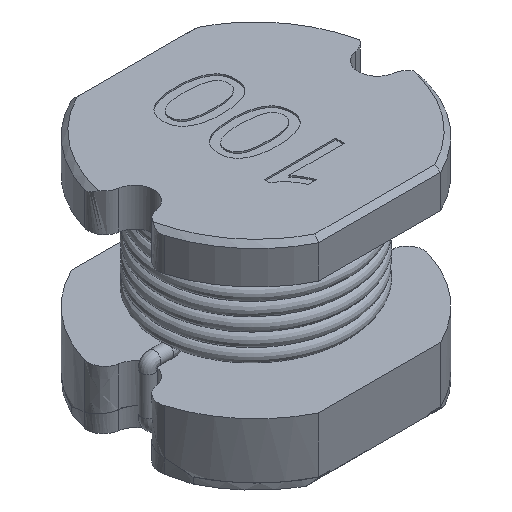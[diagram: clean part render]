
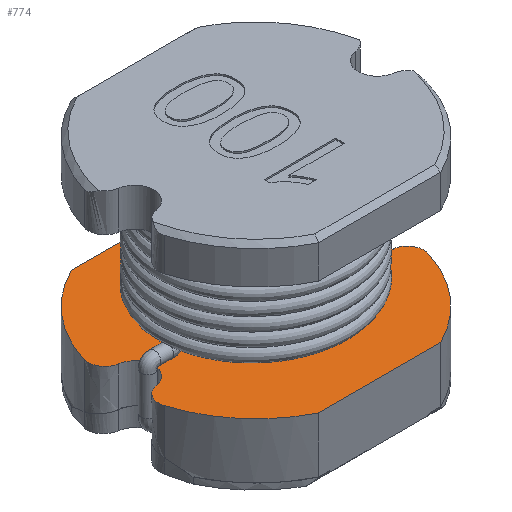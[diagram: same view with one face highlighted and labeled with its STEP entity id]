
A CAD part, isometric view. The second image highlights one B-rep face of the part: STEP entity #774.
In plain terms, the highlighted free-form (B-spline) face has degree [1, 1] with [2, 2] control points.
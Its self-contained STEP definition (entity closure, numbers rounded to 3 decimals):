
#84=CARTESIAN_POINT('',(-1.27,2.61,-3.2));
#85=VERTEX_POINT('',#84);
#91=CARTESIAN_POINT('',(1.299,2.61,-3.2));
#92=VERTEX_POINT('',#91);
#93=CARTESIAN_POINT('',(1.299,2.61,-3.2));
#94=CARTESIAN_POINT('',(-1.27,2.61,-3.2));
#95=B_SPLINE_CURVE_WITH_KNOTS('',1,(#93,#94),.POLYLINE_FORM.,.F.,.U.,(2,2),(0.,1.),.UNSPECIFIED.);
#96=EDGE_CURVE('',#92,#85,#95,.T.);
#148=CARTESIAN_POINT('',(1.299,-2.59,-3.2));
#149=VERTEX_POINT('',#148);
#155=CARTESIAN_POINT('',(-1.27,-2.59,-3.2));
#156=VERTEX_POINT('',#155);
#157=CARTESIAN_POINT('',(-1.27,-2.59,-3.2));
#158=CARTESIAN_POINT('',(1.299,-2.59,-3.2));
#159=B_SPLINE_CURVE_WITH_KNOTS('',1,(#157,#158),.POLYLINE_FORM.,.F.,.U.,(2,2),(0.,1.),.UNSPECIFIED.);
#160=EDGE_CURVE('',#156,#149,#159,.T.);
#203=CARTESIAN_POINT('',(-1.193,0.005,-3.2));
#204=VERTEX_POINT('',#203);
#205=CARTESIAN_POINT('',(-1.193,0.005,-3.2));
#206=CARTESIAN_POINT('',(-1.193,-2.073,-3.2));
#207=CARTESIAN_POINT('',(0.607,-1.034,-3.2));
#208=CARTESIAN_POINT('',(2.407,0.005,-3.2));
#209=CARTESIAN_POINT('',(0.607,1.044,-3.2));
#210=CARTESIAN_POINT('',(-1.193,2.083,-3.2));
#211=CARTESIAN_POINT('',(-1.193,0.005,-3.2));
#212=(BOUNDED_CURVE()B_SPLINE_CURVE(2,(#205,#206,#207,#208,#209,#210,#211),.CIRCULAR_ARC.,.T.,.U.)B_SPLINE_CURVE_WITH_KNOTS((3,2,2,3),(0.,0.333,0.667,1.),.UNSPECIFIED.)CURVE()GEOMETRIC_REPRESENTATION_ITEM()RATIONAL_B_SPLINE_CURVE((1.,0.5,1.,0.5,1.,0.5,1.))REPRESENTATION_ITEM(''));
#213=EDGE_CURVE('',#204,#204,#212,.T.);
#674=CARTESIAN_POINT('',(3.205,2.9,-3.2));
#675=CARTESIAN_POINT('',(3.205,-3.48,-3.2));
#676=CARTESIAN_POINT('',(-3.175,2.9,-3.2));
#677=CARTESIAN_POINT('',(-3.175,-3.48,-3.2));
#678=B_SPLINE_SURFACE_WITH_KNOTS('',1,1,((#674,#675),(#676,#677)),.PLANE_SURF.,.F.,.F.,.U.,(2,2),(2,2),(0.,1.),(0.,1.),.UNSPECIFIED.);
#679=CARTESIAN_POINT('',(2.789,-0.834,-3.2));
#680=VERTEX_POINT('',#679);
#681=CARTESIAN_POINT('',(2.506,-0.386,-3.2));
#682=VERTEX_POINT('',#681);
#683=CARTESIAN_POINT('',(2.789,-0.834,-3.2));
#684=CARTESIAN_POINT('',(2.836,-0.68,-3.2));
#685=CARTESIAN_POINT('',(2.682,-0.438,-3.2));
#686=CARTESIAN_POINT('',(2.534,-0.39,-3.2));
#687=CARTESIAN_POINT('',(2.506,-0.386,-3.2));
#688=(BOUNDED_CURVE()B_SPLINE_CURVE(2,(#683,#684,#685,#686,#687),.UNSPECIFIED.,.F.,.U.)B_SPLINE_CURVE_WITH_KNOTS((3,1,1,3),(0.,0.5,0.895,1.),.UNSPECIFIED.)CURVE()GEOMETRIC_REPRESENTATION_ITEM()RATIONAL_B_SPLINE_CURVE((1.,0.827,0.827,0.964,1.))REPRESENTATION_ITEM(''));
#689=EDGE_CURVE('',#680,#682,#688,.T.);
#690=ORIENTED_EDGE('',*,*,#689,.T.);
#691=CARTESIAN_POINT('',(2.506,0.406,-3.2));
#692=VERTEX_POINT('',#691);
#693=CARTESIAN_POINT('',(2.506,0.406,-3.2));
#694=CARTESIAN_POINT('',(2.164,0.355,-3.2));
#695=CARTESIAN_POINT('',(2.164,0.01,-3.2));
#696=CARTESIAN_POINT('',(2.164,-0.335,-3.2));
#697=CARTESIAN_POINT('',(2.506,-0.386,-3.2));
#698=(BOUNDED_CURVE()B_SPLINE_CURVE(2,(#693,#694,#695,#696,#697),.CIRCULAR_ARC.,.F.,.U.)B_SPLINE_CURVE_WITH_KNOTS((3,2,3),(0.051,0.5,0.949),.UNSPECIFIED.)CURVE()GEOMETRIC_REPRESENTATION_ITEM()RATIONAL_B_SPLINE_CURVE((0.947,0.737,1.,0.737,0.947))REPRESENTATION_ITEM(''));
#699=EDGE_CURVE('',#692,#682,#698,.T.);
#700=ORIENTED_EDGE('',*,*,#699,.F.);
#701=CARTESIAN_POINT('',(2.789,0.854,-3.2));
#702=VERTEX_POINT('',#701);
#703=CARTESIAN_POINT('',(2.789,0.854,-3.2));
#704=CARTESIAN_POINT('',(2.836,0.7,-3.2));
#705=CARTESIAN_POINT('',(2.682,0.458,-3.2));
#706=CARTESIAN_POINT('',(2.534,0.41,-3.2));
#707=CARTESIAN_POINT('',(2.506,0.406,-3.2));
#708=(BOUNDED_CURVE()B_SPLINE_CURVE(2,(#703,#704,#705,#706,#707),.UNSPECIFIED.,.F.,.U.)B_SPLINE_CURVE_WITH_KNOTS((3,1,1,3),(0.,0.5,0.895,1.),.UNSPECIFIED.)CURVE()GEOMETRIC_REPRESENTATION_ITEM()RATIONAL_B_SPLINE_CURVE((1.,0.827,0.827,0.964,1.))REPRESENTATION_ITEM(''));
#709=EDGE_CURVE('',#702,#692,#708,.T.);
#710=ORIENTED_EDGE('',*,*,#709,.F.);
#711=CARTESIAN_POINT('',(2.789,0.854,-3.2));
#712=CARTESIAN_POINT('',(2.424,2.054,-3.2));
#713=CARTESIAN_POINT('',(1.299,2.61,-3.2));
#714=(BOUNDED_CURVE()B_SPLINE_CURVE(2,(#711,#712,#713),.CIRCULAR_ARC.,.F.,.U.)B_SPLINE_CURVE_WITH_KNOTS((3,3),(0.635,1.),.UNSPECIFIED.)CURVE()GEOMETRIC_REPRESENTATION_ITEM()RATIONAL_B_SPLINE_CURVE((0.941,0.89,1.))REPRESENTATION_ITEM(''));
#715=EDGE_CURVE('',#702,#92,#714,.T.);
#716=ORIENTED_EDGE('',*,*,#715,.T.);
#717=ORIENTED_EDGE('',*,*,#96,.T.);
#718=CARTESIAN_POINT('',(-2.76,0.854,-3.2));
#719=VERTEX_POINT('',#718);
#720=CARTESIAN_POINT('',(-1.27,2.61,-3.2));
#721=CARTESIAN_POINT('',(-2.395,2.054,-3.2));
#722=CARTESIAN_POINT('',(-2.76,0.854,-3.2));
#723=(BOUNDED_CURVE()B_SPLINE_CURVE(2,(#720,#721,#722),.CIRCULAR_ARC.,.F.,.U.)B_SPLINE_CURVE_WITH_KNOTS((3,3),(0.,0.365),.UNSPECIFIED.)CURVE()GEOMETRIC_REPRESENTATION_ITEM()RATIONAL_B_SPLINE_CURVE((1.,0.89,0.941))REPRESENTATION_ITEM(''));
#724=EDGE_CURVE('',#85,#719,#723,.T.);
#725=ORIENTED_EDGE('',*,*,#724,.T.);
#726=CARTESIAN_POINT('',(-2.477,0.406,-3.2));
#727=VERTEX_POINT('',#726);
#728=CARTESIAN_POINT('',(-2.76,0.854,-3.2));
#729=CARTESIAN_POINT('',(-2.807,0.7,-3.2));
#730=CARTESIAN_POINT('',(-2.653,0.458,-3.2));
#731=CARTESIAN_POINT('',(-2.505,0.41,-3.2));
#732=CARTESIAN_POINT('',(-2.477,0.406,-3.2));
#733=(BOUNDED_CURVE()B_SPLINE_CURVE(2,(#728,#729,#730,#731,#732),.UNSPECIFIED.,.F.,.U.)B_SPLINE_CURVE_WITH_KNOTS((3,1,1,3),(0.,0.5,0.895,1.),.UNSPECIFIED.)CURVE()GEOMETRIC_REPRESENTATION_ITEM()RATIONAL_B_SPLINE_CURVE((1.,0.827,0.827,0.964,1.))REPRESENTATION_ITEM(''));
#734=EDGE_CURVE('',#719,#727,#733,.T.);
#735=ORIENTED_EDGE('',*,*,#734,.T.);
#736=CARTESIAN_POINT('',(-2.477,-0.386,-3.2));
#737=VERTEX_POINT('',#736);
#738=CARTESIAN_POINT('',(-2.477,-0.386,-3.2));
#739=CARTESIAN_POINT('',(-2.136,-0.335,-3.2));
#740=CARTESIAN_POINT('',(-2.136,0.01,-3.2));
#741=CARTESIAN_POINT('',(-2.136,0.355,-3.2));
#742=CARTESIAN_POINT('',(-2.477,0.406,-3.2));
#743=(BOUNDED_CURVE()B_SPLINE_CURVE(2,(#738,#739,#740,#741,#742),.CIRCULAR_ARC.,.F.,.U.)B_SPLINE_CURVE_WITH_KNOTS((3,2,3),(0.051,0.5,0.949),.UNSPECIFIED.)CURVE()GEOMETRIC_REPRESENTATION_ITEM()RATIONAL_B_SPLINE_CURVE((0.947,0.737,1.,0.737,0.947))REPRESENTATION_ITEM(''));
#744=EDGE_CURVE('',#737,#727,#743,.T.);
#745=ORIENTED_EDGE('',*,*,#744,.F.);
#746=CARTESIAN_POINT('',(-2.76,-0.834,-3.2));
#747=VERTEX_POINT('',#746);
#748=CARTESIAN_POINT('',(-2.76,-0.834,-3.2));
#749=CARTESIAN_POINT('',(-2.807,-0.68,-3.2));
#750=CARTESIAN_POINT('',(-2.653,-0.438,-3.2));
#751=CARTESIAN_POINT('',(-2.505,-0.39,-3.2));
#752=CARTESIAN_POINT('',(-2.477,-0.386,-3.2));
#753=(BOUNDED_CURVE()B_SPLINE_CURVE(2,(#748,#749,#750,#751,#752),.UNSPECIFIED.,.F.,.U.)B_SPLINE_CURVE_WITH_KNOTS((3,1,1,3),(0.,0.5,0.895,1.),.UNSPECIFIED.)CURVE()GEOMETRIC_REPRESENTATION_ITEM()RATIONAL_B_SPLINE_CURVE((1.,0.827,0.827,0.964,1.))REPRESENTATION_ITEM(''));
#754=EDGE_CURVE('',#747,#737,#753,.T.);
#755=ORIENTED_EDGE('',*,*,#754,.F.);
#756=CARTESIAN_POINT('',(-2.76,-0.834,-3.2));
#757=CARTESIAN_POINT('',(-2.395,-2.034,-3.2));
#758=CARTESIAN_POINT('',(-1.27,-2.59,-3.2));
#759=(BOUNDED_CURVE()B_SPLINE_CURVE(2,(#756,#757,#758),.CIRCULAR_ARC.,.F.,.U.)B_SPLINE_CURVE_WITH_KNOTS((3,3),(0.635,1.),.UNSPECIFIED.)CURVE()GEOMETRIC_REPRESENTATION_ITEM()RATIONAL_B_SPLINE_CURVE((0.941,0.89,1.))REPRESENTATION_ITEM(''));
#760=EDGE_CURVE('',#747,#156,#759,.T.);
#761=ORIENTED_EDGE('',*,*,#760,.T.);
#762=ORIENTED_EDGE('',*,*,#160,.T.);
#763=CARTESIAN_POINT('',(1.299,-2.59,-3.2));
#764=CARTESIAN_POINT('',(2.424,-2.034,-3.2));
#765=CARTESIAN_POINT('',(2.789,-0.834,-3.2));
#766=(BOUNDED_CURVE()B_SPLINE_CURVE(2,(#763,#764,#765),.CIRCULAR_ARC.,.F.,.U.)B_SPLINE_CURVE_WITH_KNOTS((3,3),(0.,0.365),.UNSPECIFIED.)CURVE()GEOMETRIC_REPRESENTATION_ITEM()RATIONAL_B_SPLINE_CURVE((1.,0.89,0.941))REPRESENTATION_ITEM(''));
#767=EDGE_CURVE('',#149,#680,#766,.T.);
#768=ORIENTED_EDGE('',*,*,#767,.T.);
#769=EDGE_LOOP('',(#690,#700,#710,#716,#717,#725,#735,#745,#755,#761,#762,#768));
#770=FACE_OUTER_BOUND('',#769,.T.);
#771=ORIENTED_EDGE('',*,*,#213,.F.);
#772=EDGE_LOOP('',(#771));
#773=FACE_BOUND('',#772,.T.);
#774=ADVANCED_FACE('',(#770,#773),#678,.T.);
